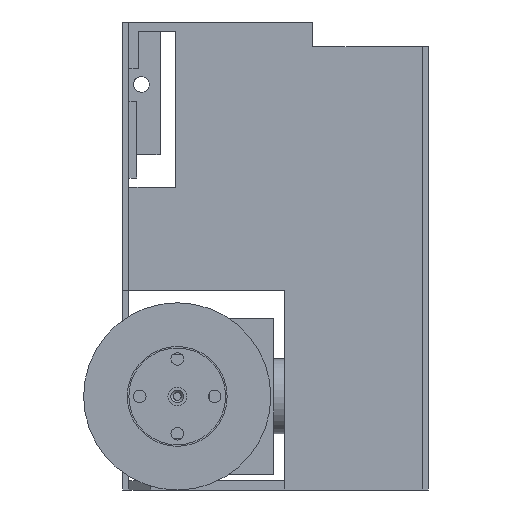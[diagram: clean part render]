
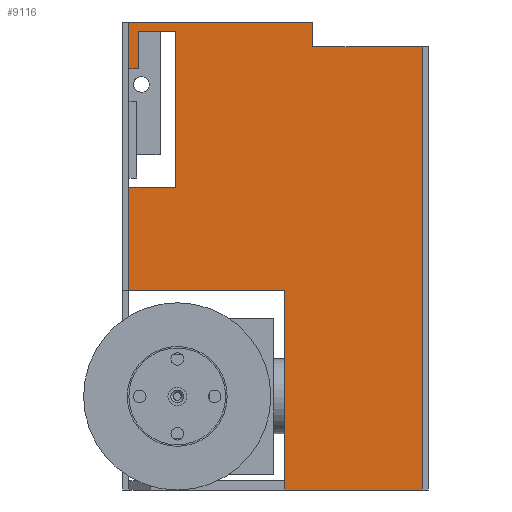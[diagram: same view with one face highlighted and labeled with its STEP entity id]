
A CAD part, front view. The second image highlights one B-rep face of the part: STEP entity #9116.
In plain terms, the highlighted planar face has unit normal (0, -1, 0).
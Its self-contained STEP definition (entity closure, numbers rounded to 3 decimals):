
#8263 = VERTEX_POINT('',#8264);
#8264 = CARTESIAN_POINT('',(-8.5,-66.5,117.));
#8270 = EDGE_CURVE('',#8271,#8263,#8273,.T.);
#8271 = VERTEX_POINT('',#8272);
#8272 = CARTESIAN_POINT('',(-20.5,-66.5,117.));
#8273 = LINE('',#8274,#8275);
#8274 = CARTESIAN_POINT('',(-20.5,-66.5,117.));
#8275 = VECTOR('',#8276,1.);
#8276 = DIRECTION('',(1.,0.,0.));
#8319 = VERTEX_POINT('',#8320);
#8320 = CARTESIAN_POINT('',(-8.5,-66.5,67.));
#8326 = EDGE_CURVE('',#8263,#8319,#8327,.T.);
#8327 = LINE('',#8328,#8329);
#8328 = CARTESIAN_POINT('',(-8.5,-66.5,117.));
#8329 = VECTOR('',#8330,1.);
#8330 = DIRECTION('',(0.,0.,-1.));
#8343 = VERTEX_POINT('',#8344);
#8344 = CARTESIAN_POINT('',(-23.5,-66.5,67.));
#8350 = EDGE_CURVE('',#8319,#8343,#8351,.T.);
#8351 = LINE('',#8352,#8353);
#8352 = CARTESIAN_POINT('',(-8.5,-66.5,67.));
#8353 = VECTOR('',#8354,1.);
#8354 = DIRECTION('',(-1.,0.,0.));
#8383 = VERTEX_POINT('',#8384);
#8384 = CARTESIAN_POINT('',(-23.5,-66.5,34.));
#8390 = EDGE_CURVE('',#8343,#8383,#8391,.T.);
#8391 = LINE('',#8392,#8393);
#8392 = CARTESIAN_POINT('',(-23.5,-66.5,67.));
#8393 = VECTOR('',#8394,1.);
#8394 = DIRECTION('',(0.,0.,-1.));
#8484 = VERTEX_POINT('',#8485);
#8485 = CARTESIAN_POINT('',(26.5,-66.5,34.));
#8491 = EDGE_CURVE('',#8383,#8484,#8492,.T.);
#8492 = LINE('',#8493,#8494);
#8493 = CARTESIAN_POINT('',(-23.5,-66.5,34.));
#8494 = VECTOR('',#8495,1.);
#8495 = DIRECTION('',(1.,0.,0.));
#8508 = VERTEX_POINT('',#8509);
#8509 = CARTESIAN_POINT('',(26.5,-66.5,-30.));
#8515 = EDGE_CURVE('',#8484,#8508,#8516,.T.);
#8516 = LINE('',#8517,#8518);
#8517 = CARTESIAN_POINT('',(26.5,-66.5,34.));
#8518 = VECTOR('',#8519,1.);
#8519 = DIRECTION('',(0.,0.,-1.));
#8532 = VERTEX_POINT('',#8533);
#8533 = CARTESIAN_POINT('',(70.5,-66.5,-30.));
#8539 = EDGE_CURVE('',#8508,#8532,#8540,.T.);
#8540 = LINE('',#8541,#8542);
#8541 = CARTESIAN_POINT('',(26.5,-66.5,-30.));
#8542 = VECTOR('',#8543,1.);
#8543 = DIRECTION('',(1.,0.,0.));
#8572 = VERTEX_POINT('',#8573);
#8573 = CARTESIAN_POINT('',(70.5,-66.5,112.));
#8579 = EDGE_CURVE('',#8532,#8572,#8580,.T.);
#8580 = LINE('',#8581,#8582);
#8581 = CARTESIAN_POINT('',(70.5,-66.5,109.));
#8582 = VECTOR('',#8583,1.);
#8583 = DIRECTION('',(0.,0.,1.));
#9116 = ADVANCED_FACE('',(#9117),#9173,.T.);
#9117 = FACE_BOUND('',#9118,.T.);
#9118 = EDGE_LOOP('',(#9119,#9129,#9137,#9143,#9144,#9145,#9146,#9147,
    #9148,#9149,#9150,#9151,#9159,#9167));
#9119 = ORIENTED_EDGE('',*,*,#9120,.T.);
#9120 = EDGE_CURVE('',#9121,#9123,#9125,.T.);
#9121 = VERTEX_POINT('',#9122);
#9122 = CARTESIAN_POINT('',(-23.5,-66.5,120.));
#9123 = VERTEX_POINT('',#9124);
#9124 = CARTESIAN_POINT('',(-23.5,-66.5,105.));
#9125 = LINE('',#9126,#9127);
#9126 = CARTESIAN_POINT('',(-23.5,-66.5,120.));
#9127 = VECTOR('',#9128,1.);
#9128 = DIRECTION('',(0.,0.,-1.));
#9129 = ORIENTED_EDGE('',*,*,#9130,.T.);
#9130 = EDGE_CURVE('',#9123,#9131,#9133,.T.);
#9131 = VERTEX_POINT('',#9132);
#9132 = CARTESIAN_POINT('',(-20.5,-66.5,105.));
#9133 = LINE('',#9134,#9135);
#9134 = CARTESIAN_POINT('',(-23.5,-66.5,105.));
#9135 = VECTOR('',#9136,1.);
#9136 = DIRECTION('',(1.,0.,0.));
#9137 = ORIENTED_EDGE('',*,*,#9138,.T.);
#9138 = EDGE_CURVE('',#9131,#8271,#9139,.T.);
#9139 = LINE('',#9140,#9141);
#9140 = CARTESIAN_POINT('',(-20.5,-66.5,105.));
#9141 = VECTOR('',#9142,1.);
#9142 = DIRECTION('',(0.,0.,1.));
#9143 = ORIENTED_EDGE('',*,*,#8270,.T.);
#9144 = ORIENTED_EDGE('',*,*,#8326,.T.);
#9145 = ORIENTED_EDGE('',*,*,#8350,.T.);
#9146 = ORIENTED_EDGE('',*,*,#8390,.T.);
#9147 = ORIENTED_EDGE('',*,*,#8491,.T.);
#9148 = ORIENTED_EDGE('',*,*,#8515,.T.);
#9149 = ORIENTED_EDGE('',*,*,#8539,.T.);
#9150 = ORIENTED_EDGE('',*,*,#8579,.T.);
#9151 = ORIENTED_EDGE('',*,*,#9152,.T.);
#9152 = EDGE_CURVE('',#8572,#9153,#9155,.T.);
#9153 = VERTEX_POINT('',#9154);
#9154 = CARTESIAN_POINT('',(35.5,-66.5,112.));
#9155 = LINE('',#9156,#9157);
#9156 = CARTESIAN_POINT('',(70.5,-66.5,112.));
#9157 = VECTOR('',#9158,1.);
#9158 = DIRECTION('',(-1.,0.,0.));
#9159 = ORIENTED_EDGE('',*,*,#9160,.T.);
#9160 = EDGE_CURVE('',#9153,#9161,#9163,.T.);
#9161 = VERTEX_POINT('',#9162);
#9162 = CARTESIAN_POINT('',(35.5,-66.5,120.));
#9163 = LINE('',#9164,#9165);
#9164 = CARTESIAN_POINT('',(35.5,-66.5,112.));
#9165 = VECTOR('',#9166,1.);
#9166 = DIRECTION('',(0.,0.,1.));
#9167 = ORIENTED_EDGE('',*,*,#9168,.T.);
#9168 = EDGE_CURVE('',#9161,#9121,#9169,.T.);
#9169 = LINE('',#9170,#9171);
#9170 = CARTESIAN_POINT('',(35.5,-66.5,120.));
#9171 = VECTOR('',#9172,1.);
#9172 = DIRECTION('',(-1.,0.,0.));
#9173 = PLANE('',#9174);
#9174 = AXIS2_PLACEMENT_3D('',#9175,#9176,#9177);
#9175 = CARTESIAN_POINT('',(26.07,-66.5,55.845));
#9176 = DIRECTION('',(0.,-1.,0.));
#9177 = DIRECTION('',(0.,0.,-1.));
